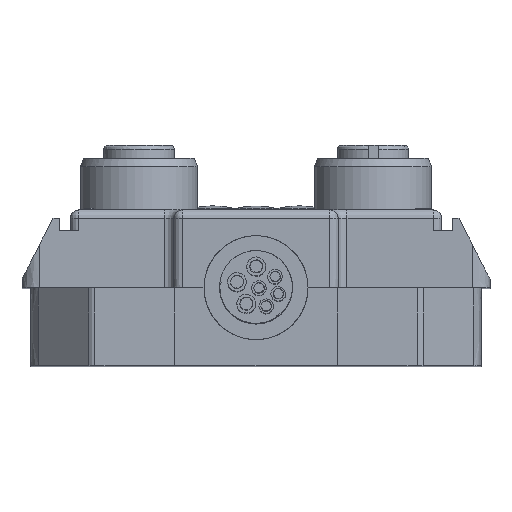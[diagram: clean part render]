
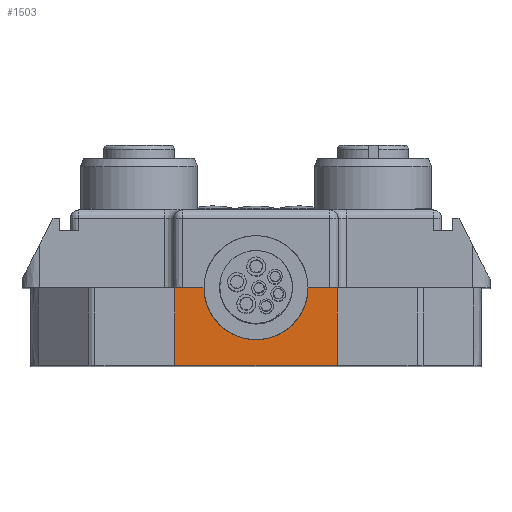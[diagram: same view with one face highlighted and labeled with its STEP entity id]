
A CAD part, top view. The second image highlights one B-rep face of the part: STEP entity #1503.
In plain terms, the highlighted free-form (B-spline) face has degree [1, 1] with [2, 2] control points.
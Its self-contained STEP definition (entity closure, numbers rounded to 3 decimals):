
#1398=CARTESIAN_POINT('',(6.,9.,-25.05));
#1399=VERTEX_POINT('',#1398);
#1405=CARTESIAN_POINT('',(8.812,9.,-25.05));
#1406=VERTEX_POINT('',#1405);
#1407=CARTESIAN_POINT('',(6.,9.,-25.05));
#1408=CARTESIAN_POINT('',(8.812,9.,-25.05));
#1409=B_SPLINE_CURVE_WITH_KNOTS('',1,(#1407,#1408),.POLYLINE_FORM.,.F.,.U.,(2,2),(0.,1.),.UNSPECIFIED.);
#1410=EDGE_CURVE('',#1399,#1406,#1409,.T.);
#1428=CARTESIAN_POINT('',(-6.,9.,-25.05));
#1429=VERTEX_POINT('',#1428);
#1436=CARTESIAN_POINT('',(-8.812,9.,-25.05));
#1437=VERTEX_POINT('',#1436);
#1445=CARTESIAN_POINT('',(-8.812,9.,-25.05));
#1446=CARTESIAN_POINT('',(-6.,9.,-25.05));
#1447=B_SPLINE_CURVE_WITH_KNOTS('',1,(#1445,#1446),.POLYLINE_FORM.,.F.,.U.,(2,2),(0.,1.),.UNSPECIFIED.);
#1448=EDGE_CURVE('',#1437,#1429,#1447,.T.);
#1453=CARTESIAN_POINT('',(25.343,34.343,-25.05));
#1454=CARTESIAN_POINT('',(25.343,-16.343,-25.05));
#1455=CARTESIAN_POINT('',(-25.343,34.343,-25.05));
#1456=CARTESIAN_POINT('',(-25.343,-16.343,-25.05));
#1457=B_SPLINE_SURFACE_WITH_KNOTS('',1,1,((#1453,#1454),(#1455,#1456)),.PLANE_SURF.,.F.,.F.,.U.,(2,2),(2,2),(0.,1.),(0.,1.),.UNSPECIFIED.);
#1458=CARTESIAN_POINT('',(6.,9.,-25.05));
#1459=CARTESIAN_POINT('',(6.,3.,-25.05));
#1460=CARTESIAN_POINT('',(0.,3.,-25.05));
#1461=CARTESIAN_POINT('',(-6.,3.,-25.05));
#1462=CARTESIAN_POINT('',(-6.,9.,-25.05));
#1463=(BOUNDED_CURVE()B_SPLINE_CURVE(2,(#1458,#1459,#1460,#1461,#1462),.CIRCULAR_ARC.,.F.,.U.)B_SPLINE_CURVE_WITH_KNOTS((3,2,3),(0.,0.5,1.),.UNSPECIFIED.)CURVE()GEOMETRIC_REPRESENTATION_ITEM()RATIONAL_B_SPLINE_CURVE((1.,0.707,1.,0.707,1.))REPRESENTATION_ITEM(''));
#1464=EDGE_CURVE('',#1399,#1429,#1463,.T.);
#1465=ORIENTED_EDGE('',*,*,#1464,.T.);
#1466=ORIENTED_EDGE('',*,*,#1448,.F.);
#1467=CARTESIAN_POINT('',(-9.4,9.,-25.05));
#1468=VERTEX_POINT('',#1467);
#1469=CARTESIAN_POINT('',(-8.812,9.,-25.05));
#1470=CARTESIAN_POINT('',(-9.4,9.,-25.05));
#1471=B_SPLINE_CURVE_WITH_KNOTS('',1,(#1469,#1470),.POLYLINE_FORM.,.F.,.U.,(2,2),(0.,1.),.UNSPECIFIED.);
#1472=EDGE_CURVE('',#1437,#1468,#1471,.T.);
#1473=ORIENTED_EDGE('',*,*,#1472,.T.);
#1474=CARTESIAN_POINT('',(-9.4,0.,-25.05));
#1475=VERTEX_POINT('',#1474);
#1476=CARTESIAN_POINT('',(-9.4,9.,-25.05));
#1477=CARTESIAN_POINT('',(-9.4,0.,-25.05));
#1478=B_SPLINE_CURVE_WITH_KNOTS('',1,(#1476,#1477),.POLYLINE_FORM.,.F.,.U.,(2,2),(0.,1.),.UNSPECIFIED.);
#1479=EDGE_CURVE('',#1468,#1475,#1478,.T.);
#1480=ORIENTED_EDGE('',*,*,#1479,.T.);
#1481=CARTESIAN_POINT('',(9.4,0.,-25.05));
#1482=VERTEX_POINT('',#1481);
#1483=CARTESIAN_POINT('',(-9.4,0.,-25.05));
#1484=CARTESIAN_POINT('',(9.4,0.,-25.05));
#1485=B_SPLINE_CURVE_WITH_KNOTS('',1,(#1483,#1484),.POLYLINE_FORM.,.F.,.U.,(2,2),(0.,1.),.UNSPECIFIED.);
#1486=EDGE_CURVE('',#1475,#1482,#1485,.T.);
#1487=ORIENTED_EDGE('',*,*,#1486,.T.);
#1488=CARTESIAN_POINT('',(9.4,9.,-25.05));
#1489=VERTEX_POINT('',#1488);
#1490=CARTESIAN_POINT('',(9.4,0.,-25.05));
#1491=CARTESIAN_POINT('',(9.4,9.,-25.05));
#1492=B_SPLINE_CURVE_WITH_KNOTS('',1,(#1490,#1491),.POLYLINE_FORM.,.F.,.U.,(2,2),(0.,1.),.UNSPECIFIED.);
#1493=EDGE_CURVE('',#1482,#1489,#1492,.T.);
#1494=ORIENTED_EDGE('',*,*,#1493,.T.);
#1495=CARTESIAN_POINT('',(9.4,9.,-25.05));
#1496=CARTESIAN_POINT('',(8.812,9.,-25.05));
#1497=B_SPLINE_CURVE_WITH_KNOTS('',1,(#1495,#1496),.POLYLINE_FORM.,.F.,.U.,(2,2),(0.,1.),.UNSPECIFIED.);
#1498=EDGE_CURVE('',#1489,#1406,#1497,.T.);
#1499=ORIENTED_EDGE('',*,*,#1498,.T.);
#1500=ORIENTED_EDGE('',*,*,#1410,.F.);
#1501=EDGE_LOOP('',(#1465,#1466,#1473,#1480,#1487,#1494,#1499,#1500));
#1502=FACE_OUTER_BOUND('',#1501,.T.);
#1503=ADVANCED_FACE('',(#1502),#1457,.T.);
